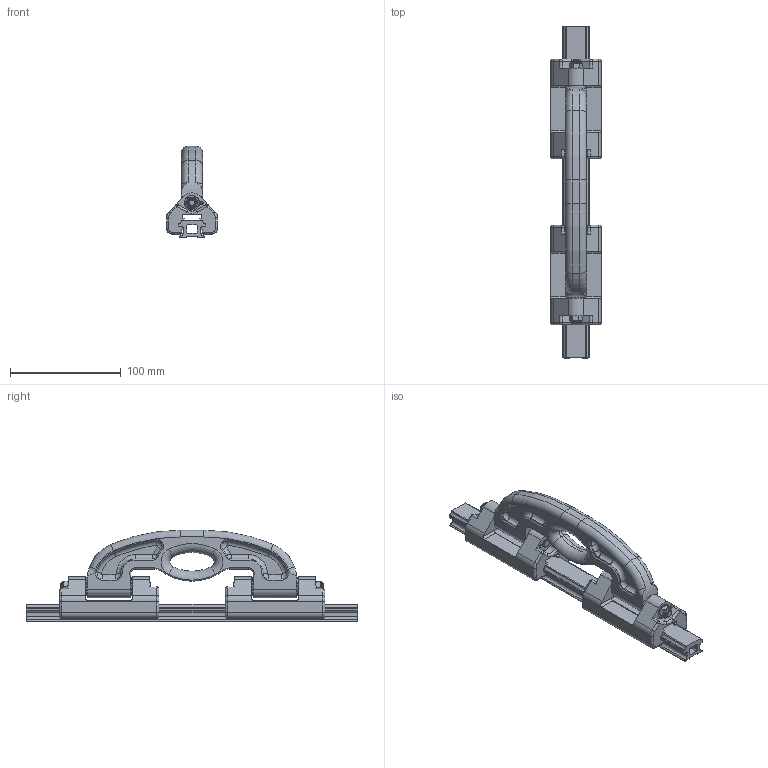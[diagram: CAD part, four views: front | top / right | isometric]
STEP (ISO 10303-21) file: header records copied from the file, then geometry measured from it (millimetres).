
FILE_DESCRIPTION(/* description */ (''),/* implementation_level */ '2;1');
FILE_NAME(/* name */ 'HS24.90-DX.stp',/* time_stamp */ '2020-05-19T12:02:14+02:00',/* author */ ('lucade'),/* organization */ (''),/* preprocessor_version */ 'ST-DEVELOPER v18.1',/* originating_system */ 'Autodesk Inventor 2021',/* authorisation */ '');
FILE_SCHEMA (('AUTOMOTIVE_DESIGN { 1 0 10303 214 3 1 1 }'));
Length unit declared in the file: millimetre
Products named in the file (1): 20012305
Bounding box: 46 x 300 x 82.61 mm (x, y, z)
Volume: 296820.7 mm3; surface area: 92824.1 mm2
Topology: 3 solids, 9 shells, 834 faces, 2285 edges, 1475 vertices
Faces by surface type: plane 273, cylinder 262, cone 156, torus 116, bspline 19, sphere 8
Full cylindrical faces by diameter (mm): 2.5 x2, 2.9 x14, 3 x4, 3.1 x14, 5.5 x8, 6 x4, 6.4 x2, 7.2 x2, 8 x4, 8.2 x4, 9.5 x2, 13 x2, 13.5 x2, 15.8 x4
Entity records: 28119 total; most frequent: CARTESIAN_POINT 6908, DIRECTION 4565, ORIENTED_EDGE 4534, EDGE_CURVE 2267, AXIS2_PLACEMENT_3D 1819, VERTEX_POINT 1475, CIRCLE 995, LINE 927
